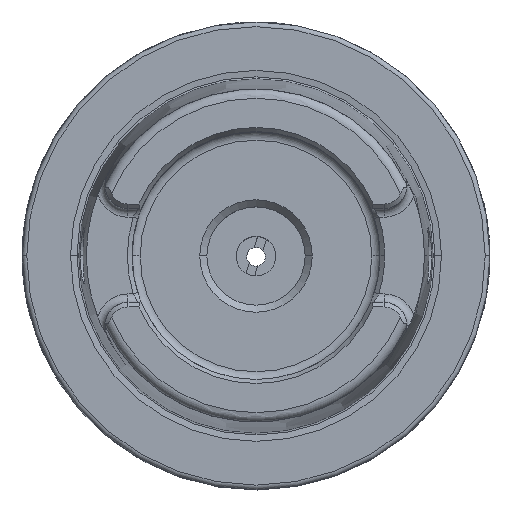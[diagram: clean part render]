
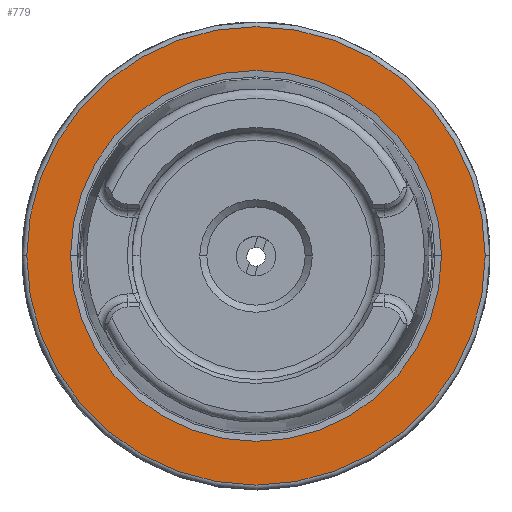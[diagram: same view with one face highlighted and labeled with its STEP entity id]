
A CAD part, top view. The second image highlights one B-rep face of the part: STEP entity #779.
In plain terms, the highlighted planar face has unit normal (0, 0, 1).
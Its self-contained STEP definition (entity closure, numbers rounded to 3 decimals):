
#587 = EDGE_LOOP ( 'NONE', ( #769, #770 ) ) ;
#609 = EDGE_CURVE ( 'NONE', #962, #967, #3942, .T. ) ;
#769 = ORIENTED_EDGE ( 'NONE', *, *, #958, .T. ) ;
#770 = ORIENTED_EDGE ( 'NONE', *, *, #609, .T. ) ;
#771 = ORIENTED_EDGE ( 'NONE', *, *, #859, .F. ) ;
#772 = ORIENTED_EDGE ( 'NONE', *, *, #773, .F. ) ;
#773 = EDGE_CURVE ( 'NONE', #857, #829, #4548, .T. ) ;
#774 = EDGE_LOOP ( 'NONE', ( #771, #772 ) ) ;
#779 = ADVANCED_FACE ( 'NONE', ( #4536, #4535 ), #4534, .T. ) ;
#829 = VERTEX_POINT ( 'NONE', #4685 ) ;
#857 = VERTEX_POINT ( 'NONE', #4748 ) ;
#859 = EDGE_CURVE ( 'NONE', #829, #857, #4732, .T. ) ;
#958 = EDGE_CURVE ( 'NONE', #967, #962, #4904, .T. ) ;
#962 = VERTEX_POINT ( 'NONE', #4955 ) ;
#967 = VERTEX_POINT ( 'NONE', #4940 ) ;
#3938 = DIRECTION ( 'NONE',  ( -1., 0., 0. ) ) ;
#3939 = DIRECTION ( 'NONE',  ( 0., 0., -1. ) ) ;
#3940 = CARTESIAN_POINT ( 'NONE',  ( 0., 0., 28.95 ) ) ;
#3941 = AXIS2_PLACEMENT_3D ( 'NONE', #3940, #3939, #3938 ) ;
#3942 = CIRCLE ( 'NONE', #3941, 39.647 ) ;
#4530 = DIRECTION ( 'NONE',  ( 1., 0., 0. ) ) ;
#4531 = DIRECTION ( 'NONE',  ( 0., 0., 1. ) ) ;
#4532 = CARTESIAN_POINT ( 'NONE',  ( 0., 39.647, 28.95 ) ) ;
#4533 = AXIS2_PLACEMENT_3D ( 'NONE', #4532, #4531, #4530 ) ;
#4534 = PLANE ( 'NONE',  #4533 ) ;
#4535 = FACE_OUTER_BOUND ( 'NONE', #774, .T. ) ;
#4536 = FACE_BOUND ( 'NONE', #587, .T. ) ;
#4544 = DIRECTION ( 'NONE',  ( -1., 0., 0. ) ) ;
#4545 = DIRECTION ( 'NONE',  ( 0., 0., -1. ) ) ;
#4546 = CARTESIAN_POINT ( 'NONE',  ( 0., 0., 28.95 ) ) ;
#4547 = AXIS2_PLACEMENT_3D ( 'NONE', #4546, #4545, #4544 ) ;
#4548 = CIRCLE ( 'NONE', #4547, 49. ) ;
#4685 = CARTESIAN_POINT ( 'NONE',  ( -49., 0., 28.95 ) ) ;
#4729 = DIRECTION ( 'NONE',  ( -1., 0., 0. ) ) ;
#4730 = DIRECTION ( 'NONE',  ( 0., 0., -1. ) ) ;
#4731 = AXIS2_PLACEMENT_3D ( 'NONE', #4745, #4730, #4729 ) ;
#4732 = CIRCLE ( 'NONE', #4731, 49. ) ;
#4745 = CARTESIAN_POINT ( 'NONE',  ( 0., 0., 28.95 ) ) ;
#4748 = CARTESIAN_POINT ( 'NONE',  ( 49., 0., 28.95 ) ) ;
#4904 = CIRCLE ( 'NONE', #4965, 39.647 ) ;
#4940 = CARTESIAN_POINT ( 'NONE',  ( 39.647, 0., 28.95 ) ) ;
#4955 = CARTESIAN_POINT ( 'NONE',  ( -39.647, 0., 28.95 ) ) ;
#4962 = DIRECTION ( 'NONE',  ( -1., 0., 0. ) ) ;
#4963 = DIRECTION ( 'NONE',  ( 0., 0., -1. ) ) ;
#4964 = CARTESIAN_POINT ( 'NONE',  ( 0., 0., 28.95 ) ) ;
#4965 = AXIS2_PLACEMENT_3D ( 'NONE', #4964, #4963, #4962 ) ;
